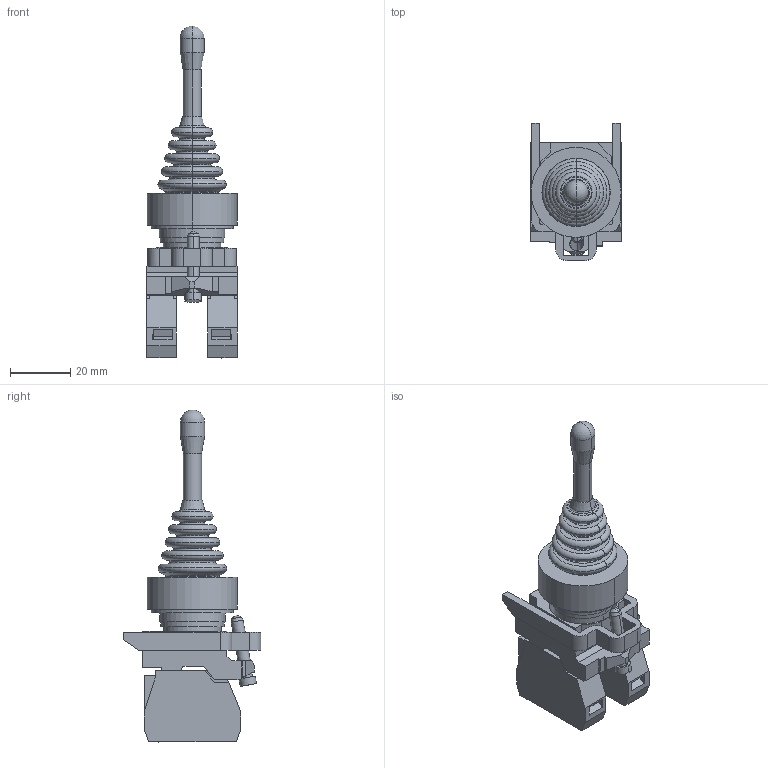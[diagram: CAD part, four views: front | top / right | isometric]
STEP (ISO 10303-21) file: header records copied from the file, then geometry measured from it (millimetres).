
FILE_DESCRIPTION((''),'2;1');
FILE_NAME('SB108854G_3D-SOFTWARE_COLOUR','2013-09-16T',('SESA231906'),('Schneider-Electric'),'PRO/ENGINEER BY PARAMETRIC TECHNOLOGY CORPORATION, 2011410','PRO/ENGINEER BY PARAMETRIC TECHNOLOGY CORPORATION, 2011410','');
FILE_SCHEMA(('CONFIG_CONTROL_DESIGN'));
Length unit declared in the file: millimetre
Products named in the file (1): SB108854G_3D-SOFTWARE_COLOUR
Bounding box: 29.96 x 45.48 x 109.9 mm (x, y, z)
Volume: 39029.6 mm3; surface area: 16718.7 mm2
Topology: 2 solids, 2 shells, 255 faces, 664 edges, 423 vertices
Faces by surface type: plane 154, cylinder 45, torus 44, cone 10, sphere 2
Entity records: 8130 total; most frequent: CARTESIAN_POINT 1713, DIRECTION 1350, ORIENTED_EDGE 1320, EDGE_CURVE 660, AXIS2_PLACEMENT_3D 466, VERTEX_POINT 423, VECTOR 418, LINE 418
